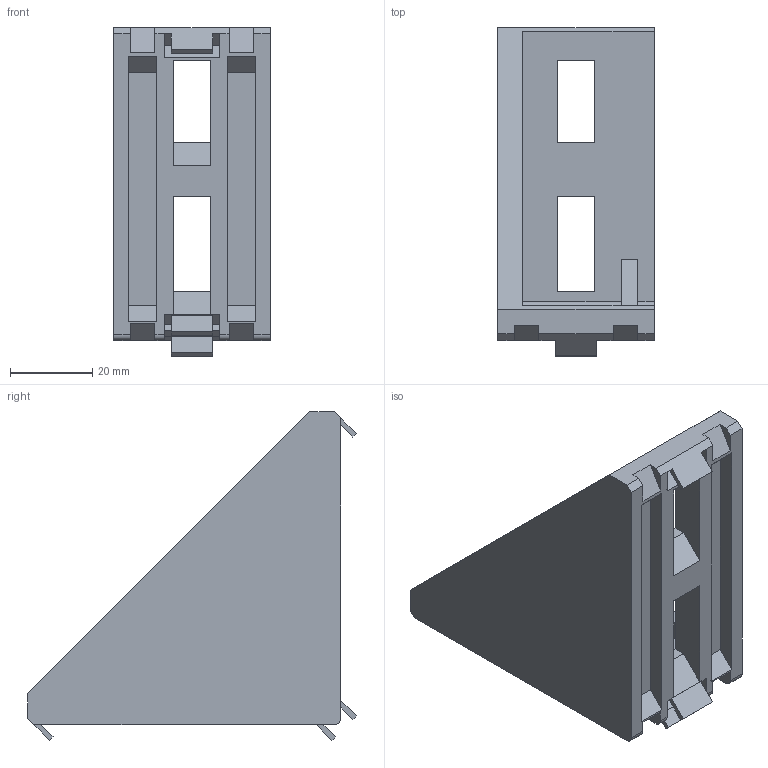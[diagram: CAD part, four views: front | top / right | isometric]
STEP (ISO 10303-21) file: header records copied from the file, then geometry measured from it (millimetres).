
FILE_DESCRIPTION(/* description */ (''),/* implementation_level */ '2;1');
FILE_NAME(/* name */ '1025381.stp',/* time_stamp */ '2024-07-25T08:33:17+02:00',/* author */ ('Bo'),/* organization */ (''),/* preprocessor_version */ 'ST-DEVELOPER v20',/* originating_system */ 'Autodesk Inventor 2025',/* authorisation */ ' ');
FILE_SCHEMA (('AUTOMOTIVE_DESIGN { 1 0 10303 214 3 1 1 }'));
Length unit declared in the file: millimetre
Products named in the file (2): 1025381; 1025381-1
Assembly tree (1 placements, depth 2):
  1025381
    1025381-1
Bounding box: 38 x 79.82 x 79.82 mm (x, y, z)
Volume: 45335.4 mm3; surface area: 21368.9 mm2
Topology: 1 solids, 1 shells, 116 faces, 322 edges, 212 vertices
Faces by surface type: plane 110, cylinder 6
Entity records: 3728 total; most frequent: CARTESIAN_POINT 653, ORIENTED_EDGE 644, DIRECTION 572, EDGE_CURVE 322, LINE 310, VECTOR 310, VERTEX_POINT 212, AXIS2_PLACEMENT_3D 131
